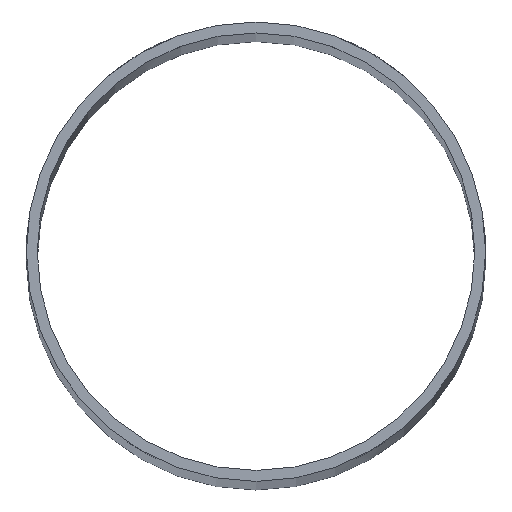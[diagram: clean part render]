
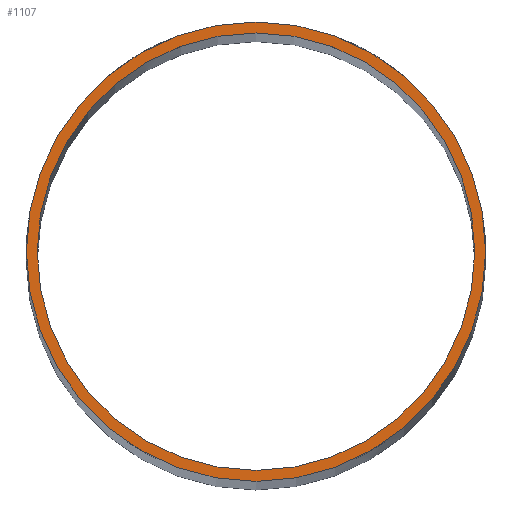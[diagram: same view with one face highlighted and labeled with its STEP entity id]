
A CAD part, top view. The second image highlights one B-rep face of the part: STEP entity #1107.
In plain terms, the highlighted planar face has unit normal (0, 0, 1).
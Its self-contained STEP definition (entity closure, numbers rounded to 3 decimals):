
#4 = CIRCLE ( 'NONE', #1118, 40. ) ;
#26 = DIRECTION ( 'NONE',  ( 1., 0., 0. ) ) ;
#28 = EDGE_CURVE ( 'NONE', #862, #1011, #760, .T. ) ;
#81 = PLANE ( 'NONE',  #92 ) ;
#87 = FACE_BOUND ( 'NONE', #1229, .T. ) ;
#92 = AXIS2_PLACEMENT_3D ( 'NONE', #320, #831, #1054 ) ;
#117 = VERTEX_POINT ( 'NONE', #1084 ) ;
#231 = EDGE_CURVE ( 'NONE', #117, #655, #4, .T. ) ;
#236 = CARTESIAN_POINT ( 'NONE',  ( 0., 0., 452.5 ) ) ;
#243 = DIRECTION ( 'NONE',  ( 1., 0., 0. ) ) ;
#264 = CARTESIAN_POINT ( 'NONE',  ( 40., 0., 452.5 ) ) ;
#317 = AXIS2_PLACEMENT_3D ( 'NONE', #352, #1209, #243 ) ;
#320 = CARTESIAN_POINT ( 'NONE',  ( 0., 0., 452.5 ) ) ;
#338 = CARTESIAN_POINT ( 'NONE',  ( 0., 0., 452.5 ) ) ;
#352 = CARTESIAN_POINT ( 'NONE',  ( 0., 0., 452.5 ) ) ;
#357 = DIRECTION ( 'NONE',  ( 1., 0., 0. ) ) ;
#370 = DIRECTION ( 'NONE',  ( 0., 0., 1. ) ) ;
#467 = CARTESIAN_POINT ( 'NONE',  ( 0., 0., 452.5 ) ) ;
#494 = DIRECTION ( 'NONE',  ( 1., 0., 0. ) ) ;
#610 = CIRCLE ( 'NONE', #1334, 42. ) ;
#655 = VERTEX_POINT ( 'NONE', #264 ) ;
#735 = CIRCLE ( 'NONE', #317, 40. ) ;
#760 = CIRCLE ( 'NONE', #1357, 42. ) ;
#801 = ORIENTED_EDGE ( 'NONE', *, *, #920, .T. ) ;
#831 = DIRECTION ( 'NONE',  ( 0., 0., 1. ) ) ;
#838 = EDGE_LOOP ( 'NONE', ( #904, #801 ) ) ;
#862 = VERTEX_POINT ( 'NONE', #1308 ) ;
#904 = ORIENTED_EDGE ( 'NONE', *, *, #28, .T. ) ;
#909 = CARTESIAN_POINT ( 'NONE',  ( -42., 0., 452.5 ) ) ;
#910 = ORIENTED_EDGE ( 'NONE', *, *, #231, .F. ) ;
#920 = EDGE_CURVE ( 'NONE', #1011, #862, #610, .T. ) ;
#935 = FACE_OUTER_BOUND ( 'NONE', #838, .T. ) ;
#1000 = DIRECTION ( 'NONE',  ( 0., 0., 1. ) ) ;
#1011 = VERTEX_POINT ( 'NONE', #909 ) ;
#1030 = ORIENTED_EDGE ( 'NONE', *, *, #1346, .F. ) ;
#1054 = DIRECTION ( 'NONE',  ( 1., 0., 0. ) ) ;
#1084 = CARTESIAN_POINT ( 'NONE',  ( -40., 0., 452.5 ) ) ;
#1107 = ADVANCED_FACE ( 'NONE', ( #87, #935 ), #81, .T. ) ;
#1118 = AXIS2_PLACEMENT_3D ( 'NONE', #467, #370, #357 ) ;
#1209 = DIRECTION ( 'NONE',  ( 0., 0., 1. ) ) ;
#1229 = EDGE_LOOP ( 'NONE', ( #1030, #910 ) ) ;
#1279 = DIRECTION ( 'NONE',  ( 0., 0., 1. ) ) ;
#1308 = CARTESIAN_POINT ( 'NONE',  ( 42., 0., 452.5 ) ) ;
#1334 = AXIS2_PLACEMENT_3D ( 'NONE', #338, #1000, #494 ) ;
#1346 = EDGE_CURVE ( 'NONE', #655, #117, #735, .T. ) ;
#1357 = AXIS2_PLACEMENT_3D ( 'NONE', #236, #1279, #26 ) ;
